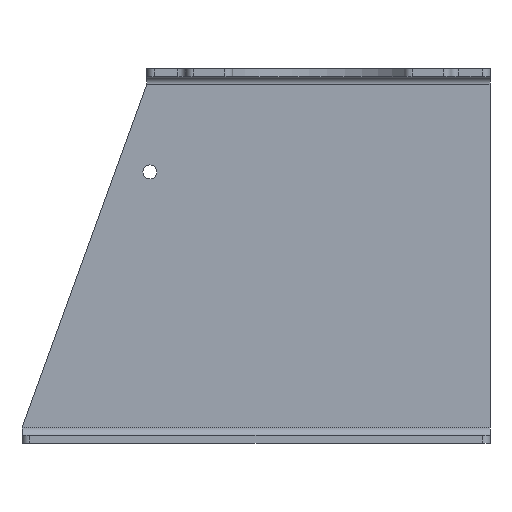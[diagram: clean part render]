
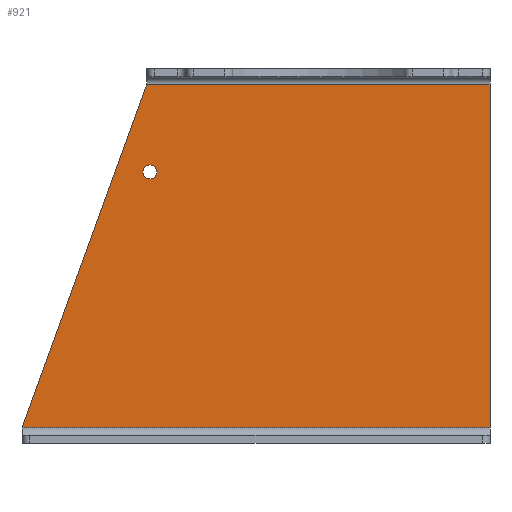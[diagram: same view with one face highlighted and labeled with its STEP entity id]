
A CAD part, top view. The second image highlights one B-rep face of the part: STEP entity #921.
In plain terms, the highlighted planar face has unit normal (0, 0, 1).
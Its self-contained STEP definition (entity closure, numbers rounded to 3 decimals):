
#35 = DIRECTION ( 'NONE',  ( 0.342, 0.94, 0. ) ) ;
#43 = DIRECTION ( 'NONE',  ( -1., 0., 0. ) ) ;
#72 = ORIENTED_EDGE ( 'NONE', *, *, #443, .T. ) ;
#109 = DIRECTION ( 'NONE',  ( 0., 0., 1. ) ) ;
#117 = VERTEX_POINT ( 'NONE', #509 ) ;
#207 = CIRCLE ( 'NONE', #867, 4.5 ) ;
#218 = DIRECTION ( 'NONE',  ( 1., 0., 0. ) ) ;
#219 = ORIENTED_EDGE ( 'NONE', *, *, #785, .T. ) ;
#244 = DIRECTION ( 'NONE',  ( 1., 0., 0. ) ) ;
#320 = LINE ( 'NONE', #401, #804 ) ;
#324 = ORIENTED_EDGE ( 'NONE', *, *, #771, .T. ) ;
#333 = VECTOR ( 'NONE', #1299, 1000. ) ;
#374 = FACE_OUTER_BOUND ( 'NONE', #1131, .T. ) ;
#401 = CARTESIAN_POINT ( 'NONE',  ( -190., -110., 0. ) ) ;
#414 = CARTESIAN_POINT ( 'NONE',  ( 110., -110., 0. ) ) ;
#435 = CARTESIAN_POINT ( 'NONE',  ( -103.5, 54., 0. ) ) ;
#443 = EDGE_CURVE ( 'NONE', #117, #756, #1154, .T. ) ;
#479 = VERTEX_POINT ( 'NONE', #1049 ) ;
#509 = CARTESIAN_POINT ( 'NONE',  ( 110., -110., 0. ) ) ;
#554 = VERTEX_POINT ( 'NONE', #435 ) ;
#566 = CARTESIAN_POINT ( 'NONE',  ( 110., 110., 0. ) ) ;
#595 = ORIENTED_EDGE ( 'NONE', *, *, #1331, .T. ) ;
#604 = VECTOR ( 'NONE', #1197, 1000. ) ;
#616 = CARTESIAN_POINT ( 'NONE',  ( -112.5, 54., 0. ) ) ;
#664 = FACE_BOUND ( 'NONE', #969, .T. ) ;
#694 = ORIENTED_EDGE ( 'NONE', *, *, #1138, .F. ) ;
#712 = CARTESIAN_POINT ( 'NONE',  ( 110., -110., 0. ) ) ;
#732 = CARTESIAN_POINT ( 'NONE',  ( 110., 110., 0. ) ) ;
#756 = VERTEX_POINT ( 'NONE', #732 ) ;
#770 = CARTESIAN_POINT ( 'NONE',  ( -108., 54., 0. ) ) ;
#771 = EDGE_CURVE ( 'NONE', #554, #1091, #799, .T. ) ;
#784 = AXIS2_PLACEMENT_3D ( 'NONE', #1158, #1543, #43 ) ;
#785 = EDGE_CURVE ( 'NONE', #1091, #554, #207, .T. ) ;
#799 = CIRCLE ( 'NONE', #784, 4.5 ) ;
#804 = VECTOR ( 'NONE', #35, 1000. ) ;
#867 = AXIS2_PLACEMENT_3D ( 'NONE', #770, #1010, #1259 ) ;
#882 = CARTESIAN_POINT ( 'NONE',  ( -190., -110., 0. ) ) ;
#921 = ADVANCED_FACE ( 'NONE', ( #664, #374 ), #1364, .T. ) ;
#949 = VECTOR ( 'NONE', #218, 1000. ) ;
#969 = EDGE_LOOP ( 'NONE', ( #219, #324 ) ) ;
#1010 = DIRECTION ( 'NONE',  ( 0., 0., -1. ) ) ;
#1028 = LINE ( 'NONE', #712, #949 ) ;
#1049 = CARTESIAN_POINT ( 'NONE',  ( -110., 110., 0. ) ) ;
#1050 = VERTEX_POINT ( 'NONE', #882 ) ;
#1091 = VERTEX_POINT ( 'NONE', #616 ) ;
#1131 = EDGE_LOOP ( 'NONE', ( #595, #694, #1332, #72 ) ) ;
#1138 = EDGE_CURVE ( 'NONE', #1050, #479, #320, .T. ) ;
#1154 = LINE ( 'NONE', #414, #333 ) ;
#1158 = CARTESIAN_POINT ( 'NONE',  ( -108., 54., 0. ) ) ;
#1197 = DIRECTION ( 'NONE',  ( -1., 0., 0. ) ) ;
#1259 = DIRECTION ( 'NONE',  ( -1., 0., 0. ) ) ;
#1299 = DIRECTION ( 'NONE',  ( 0., 1., 0. ) ) ;
#1331 = EDGE_CURVE ( 'NONE', #756, #479, #1448, .T. ) ;
#1332 = ORIENTED_EDGE ( 'NONE', *, *, #1449, .T. ) ;
#1364 = PLANE ( 'NONE',  #1614 ) ;
#1448 = LINE ( 'NONE', #566, #604 ) ;
#1449 = EDGE_CURVE ( 'NONE', #1050, #117, #1028, .T. ) ;
#1481 = CARTESIAN_POINT ( 'NONE',  ( 0., 0., 0. ) ) ;
#1543 = DIRECTION ( 'NONE',  ( 0., 0., -1. ) ) ;
#1614 = AXIS2_PLACEMENT_3D ( 'NONE', #1481, #109, #244 ) ;
